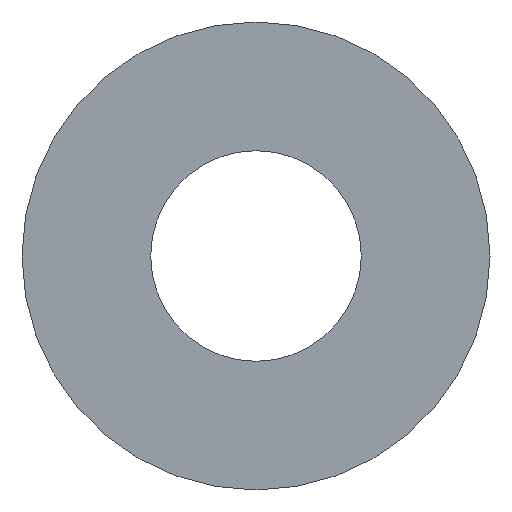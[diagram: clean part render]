
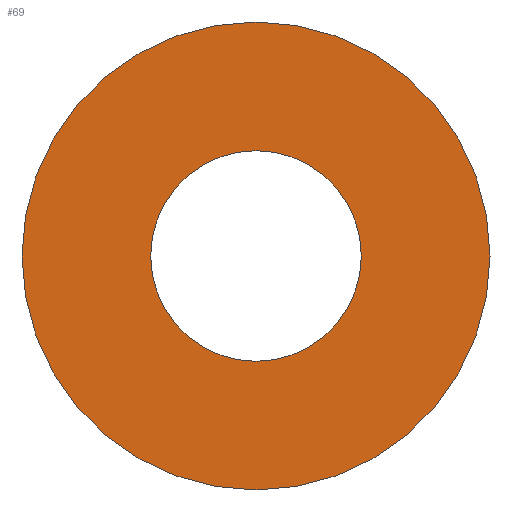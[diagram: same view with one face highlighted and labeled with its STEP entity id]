
A CAD part, left-side view. The second image highlights one B-rep face of the part: STEP entity #69.
In plain terms, the highlighted planar face has unit normal (-1, 0, 0).
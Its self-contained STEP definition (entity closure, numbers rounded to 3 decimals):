
#69 = ADVANCED_FACE ( 'NONE', ( #162, #172 ), #173, .F. ) ;
#70 = ORIENTED_EDGE ( 'NONE', *, *, #138, .T. ) ;
#71 = EDGE_CURVE ( 'NONE', #122, #125, #253, .T. ) ;
#72 = EDGE_LOOP ( 'NONE', ( #70, #74 ) ) ;
#74 = ORIENTED_EDGE ( 'NONE', *, *, #145, .T. ) ;
#122 = VERTEX_POINT ( 'NONE', #337 ) ;
#124 = EDGE_CURVE ( 'NONE', #125, #122, #335, .T. ) ;
#125 = VERTEX_POINT ( 'NONE', #198 ) ;
#138 = EDGE_CURVE ( 'NONE', #150, #147, #232, .T. ) ;
#139 = ORIENTED_EDGE ( 'NONE', *, *, #124, .F. ) ;
#145 = EDGE_CURVE ( 'NONE', #147, #150, #330, .T. ) ;
#146 = ORIENTED_EDGE ( 'NONE', *, *, #71, .F. ) ;
#147 = VERTEX_POINT ( 'NONE', #247 ) ;
#150 = VERTEX_POINT ( 'NONE', #307 ) ;
#154 = EDGE_LOOP ( 'NONE', ( #146, #139 ) ) ;
#157 = DIRECTION ( 'NONE',  ( 0., 0., -1. ) ) ;
#162 = FACE_BOUND ( 'NONE', #154, .T. ) ;
#171 = AXIS2_PLACEMENT_3D ( 'NONE', #176, #175, #157 ) ;
#172 = FACE_OUTER_BOUND ( 'NONE', #72, .T. ) ;
#173 = PLANE ( 'NONE',  #171 ) ;
#175 = DIRECTION ( 'NONE',  ( 1., 0., 0. ) ) ;
#176 = CARTESIAN_POINT ( 'NONE',  ( 0., 9., 0. ) ) ;
#198 = CARTESIAN_POINT ( 'NONE',  ( 0., 0., -4.05 ) ) ;
#231 = CARTESIAN_POINT ( 'NONE',  ( 0., 0., 0. ) ) ;
#232 = CIRCLE ( 'NONE', #246, 9. ) ;
#233 = AXIS2_PLACEMENT_3D ( 'NONE', #328, #336, #252 ) ;
#239 = AXIS2_PLACEMENT_3D ( 'NONE', #251, #267, #266 ) ;
#244 = DIRECTION ( 'NONE',  ( 0., 0., 1. ) ) ;
#245 = DIRECTION ( 'NONE',  ( -1., 0., 0. ) ) ;
#246 = AXIS2_PLACEMENT_3D ( 'NONE', #231, #245, #244 ) ;
#247 = CARTESIAN_POINT ( 'NONE',  ( 0., 0., -9. ) ) ;
#251 = CARTESIAN_POINT ( 'NONE',  ( 0., 0., 0. ) ) ;
#252 = DIRECTION ( 'NONE',  ( 0., 0., 1. ) ) ;
#253 = CIRCLE ( 'NONE', #295, 4.05 ) ;
#266 = DIRECTION ( 'NONE',  ( 0., 0., 1. ) ) ;
#267 = DIRECTION ( 'NONE',  ( -1., 0., 0. ) ) ;
#278 = DIRECTION ( 'NONE',  ( 0., 0., 1. ) ) ;
#279 = DIRECTION ( 'NONE',  ( -1., 0., 0. ) ) ;
#295 = AXIS2_PLACEMENT_3D ( 'NONE', #343, #279, #278 ) ;
#307 = CARTESIAN_POINT ( 'NONE',  ( 0., 0., 9. ) ) ;
#328 = CARTESIAN_POINT ( 'NONE',  ( 0., 0., 0. ) ) ;
#330 = CIRCLE ( 'NONE', #239, 9. ) ;
#335 = CIRCLE ( 'NONE', #233, 4.05 ) ;
#336 = DIRECTION ( 'NONE',  ( -1., 0., 0. ) ) ;
#337 = CARTESIAN_POINT ( 'NONE',  ( 0., 0., 4.05 ) ) ;
#343 = CARTESIAN_POINT ( 'NONE',  ( 0., 0., 0. ) ) ;
